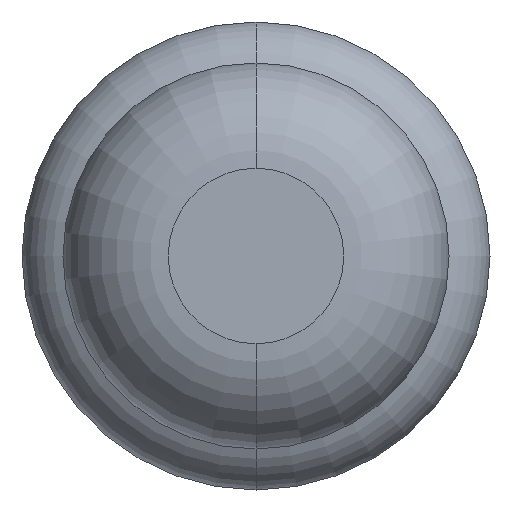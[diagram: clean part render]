
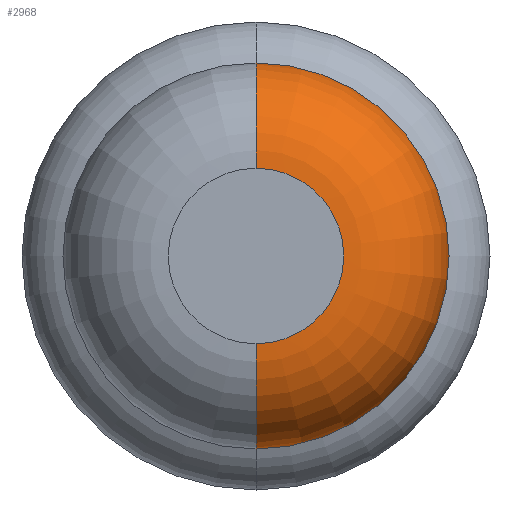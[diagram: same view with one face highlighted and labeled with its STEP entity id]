
A CAD part, front view. The second image highlights one B-rep face of the part: STEP entity #2968.
In plain terms, the highlighted toroidal (fillet/blend) face has major radius 0.375 mm and minor radius 0.45 mm.
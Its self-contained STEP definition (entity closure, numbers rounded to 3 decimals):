
#59 = ORIENTED_EDGE ( 'NONE', *, *, #105, .F. ) ;
#87 = DIRECTION ( 'NONE',  ( 0., 0., 1. ) ) ;
#105 = EDGE_CURVE ( 'NONE', #1588, #2188, #2611, .T. ) ;
#131 = AXIS2_PLACEMENT_3D ( 'NONE', #444, #3424, #1321 ) ;
#444 = CARTESIAN_POINT ( 'NONE',  ( 0., -23.55, 0. ) ) ;
#471 = CIRCLE ( 'NONE', #3148, 0.375 ) ;
#686 = CARTESIAN_POINT ( 'NONE',  ( 0., -24., 0. ) ) ;
#1010 = CARTESIAN_POINT ( 'NONE',  ( 0., -23.55, 0. ) ) ;
#1208 = CARTESIAN_POINT ( 'NONE',  ( 0., -23.55, -0.825 ) ) ;
#1298 = VERTEX_POINT ( 'NONE', #3663 ) ;
#1314 = EDGE_CURVE ( 'Defeature ausgef�hrt1_7+Defeature ausgef�hrt1_6+Defeature ausgef�hrt1_6+Defeature ausgef�hrt1_6', #2188, #3248, #2413, .T. ) ;
#1321 = DIRECTION ( 'NONE',  ( 0., 0., 1. ) ) ;
#1415 = DIRECTION ( 'NONE',  ( 1., 0., 0. ) ) ;
#1588 = VERTEX_POINT ( 'NONE', #1652 ) ;
#1652 = CARTESIAN_POINT ( 'NONE',  ( 0., -24., 0.375 ) ) ;
#1699 = CIRCLE ( 'NONE', #2950, 0.45 ) ;
#1726 = DIRECTION ( 'NONE',  ( 0., 0., -1. ) ) ;
#1751 = CARTESIAN_POINT ( 'NONE',  ( 0., -23.55, -0.375 ) ) ;
#1856 = EDGE_CURVE ( 'NONE', #1298, #3248, #1699, .T. ) ;
#1901 = DIRECTION ( 'NONE',  ( -1., 0., 0. ) ) ;
#1949 = DIRECTION ( 'NONE',  ( 0., 1., 0. ) ) ;
#1992 = ORIENTED_EDGE ( 'NONE', *, *, #1314, .F. ) ;
#2138 = AXIS2_PLACEMENT_3D ( 'NONE', #1010, #3114, #2840 ) ;
#2148 = CARTESIAN_POINT ( 'NONE',  ( 0., -23.55, 0.375 ) ) ;
#2188 = VERTEX_POINT ( 'NONE', #3812 ) ;
#2213 = DIRECTION ( 'NONE',  ( 0., 0., 1. ) ) ;
#2341 = EDGE_LOOP ( 'NONE', ( #3795, #3080, #1992, #59 ) ) ;
#2355 = TOROIDAL_SURFACE ( 'NONE', #2138, 0.375, 0.45 ) ;
#2413 = CIRCLE ( 'NONE', #131, 0.825 ) ;
#2563 = AXIS2_PLACEMENT_3D ( 'NONE', #2148, #1901, #87 ) ;
#2611 = CIRCLE ( 'NONE', #2563, 0.45 ) ;
#2840 = DIRECTION ( 'NONE',  ( 0., 0., 1. ) ) ;
#2924 = EDGE_CURVE ( 'Defeature ausgef�hrt1_6+Defeature ausgef�hrt1_5+Defeature ausgef�hrt1_5+Defeature ausgef�hrt1_5', #1588, #1298, #471, .T. ) ;
#2950 = AXIS2_PLACEMENT_3D ( 'NONE', #1751, #1415, #1726 ) ;
#2968 = ADVANCED_FACE ( 'Defeature ausgef�hrt1_6', ( #3355 ), #2355, .T. ) ;
#3080 = ORIENTED_EDGE ( 'NONE', *, *, #1856, .T. ) ;
#3114 = DIRECTION ( 'NONE',  ( 0., 1., 0. ) ) ;
#3148 = AXIS2_PLACEMENT_3D ( 'NONE', #686, #1949, #2213 ) ;
#3248 = VERTEX_POINT ( 'NONE', #1208 ) ;
#3355 = FACE_OUTER_BOUND ( 'NONE', #2341, .T. ) ;
#3424 = DIRECTION ( 'NONE',  ( 0., 1., 0. ) ) ;
#3663 = CARTESIAN_POINT ( 'NONE',  ( 0., -24., -0.375 ) ) ;
#3795 = ORIENTED_EDGE ( 'NONE', *, *, #2924, .T. ) ;
#3812 = CARTESIAN_POINT ( 'NONE',  ( 0., -23.55, 0.825 ) ) ;
